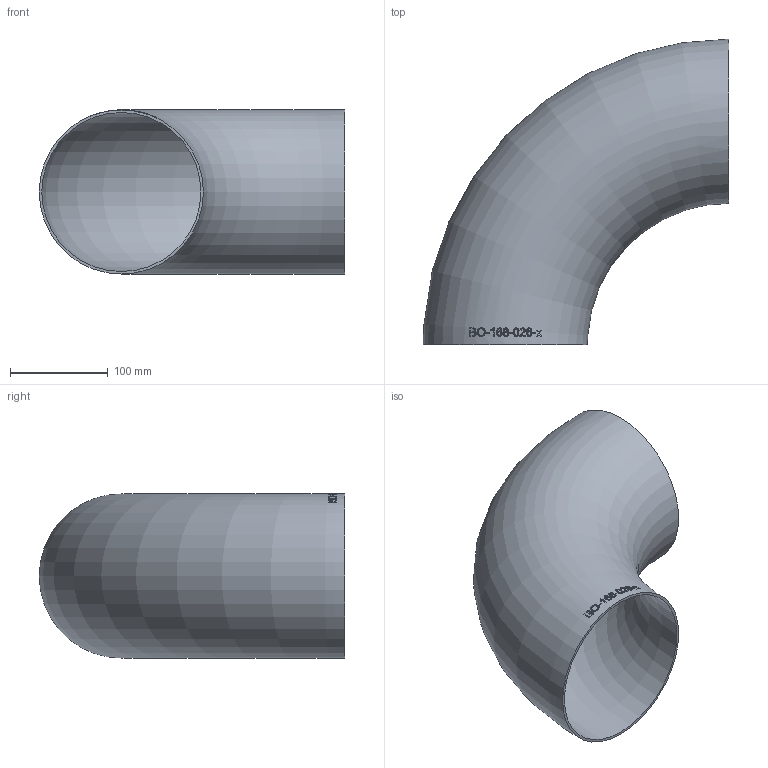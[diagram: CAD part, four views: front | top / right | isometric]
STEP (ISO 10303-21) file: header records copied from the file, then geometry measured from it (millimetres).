
FILE_DESCRIPTION (( 'STEP AP214' ), '1' );
FILE_NAME ('BO-168-026-x Bogen 1910.STEP', '2019-10-30T11:20:54', ( '' ), ( '' ), 'SwSTEP 2.0', 'SolidWorks 2016', '' );
FILE_SCHEMA (( 'AUTOMOTIVE_DESIGN' ));
Length unit declared in the file: millimetre
Products named in the file (1): BO-168-026-x Bogen 1910
Bounding box: 313.15 x 313.15 x 168.3 mm (x, y, z)
Volume: 486837.1 mm3; surface area: 377251.6 mm2
Topology: 1 solids, 1 shells, 146 faces, 376 edges, 251 vertices
Faces by surface type: bspline 75, plane 49, torus 22
Entity records: 8218 total; most frequent: CARTESIAN_POINT 3874, ORIENTED_EDGE 740, EDGE_CURVE 370, DIRECTION 274, VERTEX_POINT 248, B_SPLINE_CURVE_WITH_KNOTS 244, EDGE_LOOP 170, FACE_OUTER_BOUND 148
